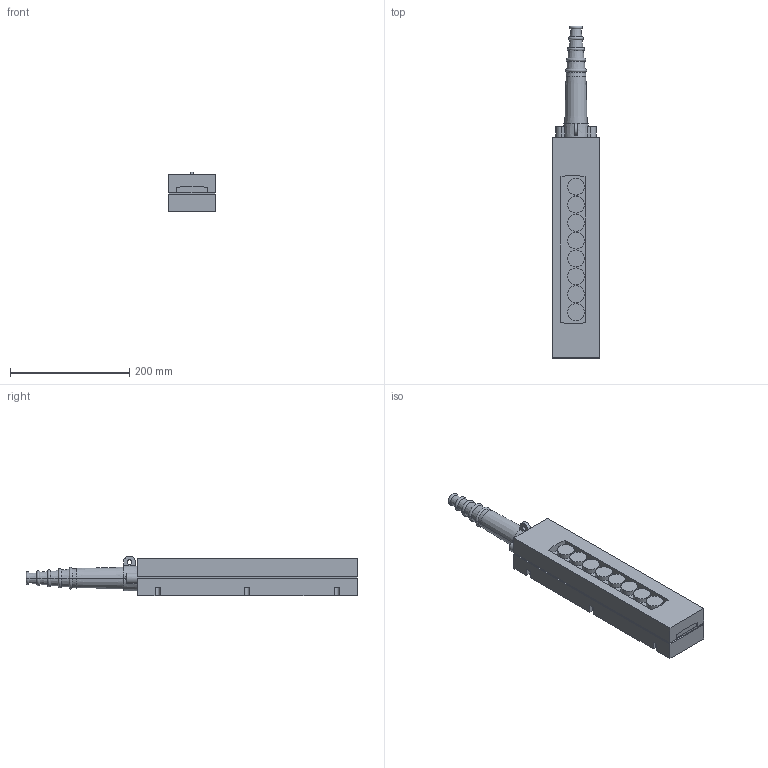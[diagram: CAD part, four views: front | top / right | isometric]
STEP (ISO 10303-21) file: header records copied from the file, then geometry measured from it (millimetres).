
FILE_DESCRIPTION((''),'2;1');
FILE_NAME('XACA881-3D_ASM','2021-05-07T17:33:13',('SESA481258'),('Schneider-Electric'),'CREO PARAMETRIC BY PTC INC, 2019471','CREO PARAMETRIC BY PTC INC, 2019471','');
FILE_SCHEMA(('AP242_MANAGED_MODEL_BASED_3D_ENGINEERING_MIM_LF { 1 0 10303 442 1 1 4 }'));
Products named in the file (3): CA881-SWITCHBASE-3D; CA681-BUTTON-3D; XACA881-3D_ASM
Assembly tree (9 placements, depth 2):
  XACA881-3D_ASM
    CA881-SWITCHBASE-3D
    CA681-BUTTON-3D  x8
Bounding box: 80 x 555.77 x 66.53 mm (x, y, z)
Volume: 1891969.8 mm3; surface area: 192586.5 mm2
Topology: 9 solids, 9 shells, 223 faces, 533 edges, 396 vertices
Faces by surface type: plane 99, cylinder 82, cone 30, torus 10, extrusion 2
Entity records: 59879 total; most frequent: CARTESIAN_POINT 54440, POLYLINE 924, DIRECTION 904, ORIENTED_EDGE 678, AXIS2_PLACEMENT_3D 345, EDGE_CURVE 339, VERTEX_POINT 218, VECTOR 214
